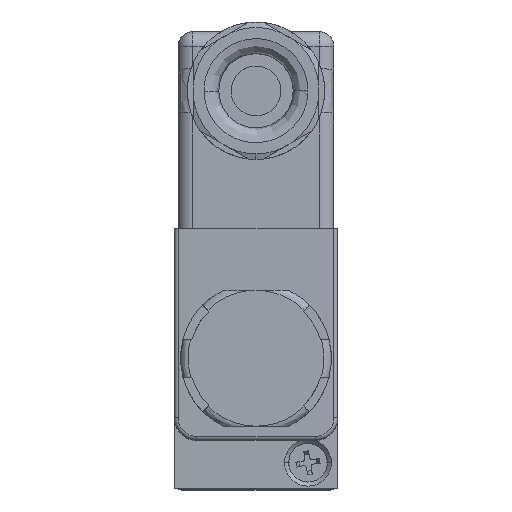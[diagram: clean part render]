
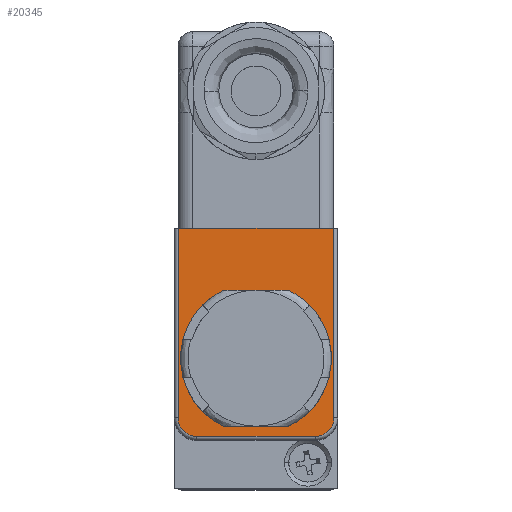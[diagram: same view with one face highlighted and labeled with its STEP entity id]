
A CAD part, top view. The second image highlights one B-rep face of the part: STEP entity #20345.
In plain terms, the highlighted planar face has unit normal (0, 0, 1).
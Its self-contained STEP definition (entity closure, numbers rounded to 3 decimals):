
#770 = CIRCLE ( 'NONE', #58268, 2.5 ) ;
#1005 = CARTESIAN_POINT ( 'NONE',  ( -15.86, -19.869, 79.25 ) ) ;
#1846 = CARTESIAN_POINT ( 'NONE',  ( -18.86, 5.631, 79.25 ) ) ;
#2298 = AXIS2_PLACEMENT_3D ( 'NONE', #36964, #6964, #42032 ) ;
#2742 = CARTESIAN_POINT ( 'NONE',  ( -18.36, 5.631, 79.25 ) ) ;
#2962 = ORIENTED_EDGE ( 'NONE', *, *, #5308, .T. ) ;
#3524 = ORIENTED_EDGE ( 'NONE', *, *, #48791, .F. ) ;
#5308 = EDGE_CURVE ( 'NONE', #19558, #16547, #17816, .T. ) ;
#5779 = ORIENTED_EDGE ( 'NONE', *, *, #8288, .T. ) ;
#6006 = DIRECTION ( 'NONE',  ( 0., 1., 0. ) ) ;
#6281 = EDGE_CURVE ( 'NONE', #39911, #16547, #32623, .T. ) ;
#6361 = CARTESIAN_POINT ( 'NONE',  ( -7.86, -3.869, 79.25 ) ) ;
#6964 = DIRECTION ( 'NONE',  ( 0., 0., 1. ) ) ;
#8288 = EDGE_CURVE ( 'NONE', #32506, #34316, #31082, .T. ) ;
#8749 = LINE ( 'NONE', #23964, #33814 ) ;
#14077 = ORIENTED_EDGE ( 'NONE', *, *, #22164, .T. ) ;
#14109 = FACE_BOUND ( 'NONE', #38512, .T. ) ;
#15484 = ORIENTED_EDGE ( 'NONE', *, *, #17697, .T. ) ;
#16547 = VERTEX_POINT ( 'NONE', #56196 ) ;
#16750 = DIRECTION ( 'NONE',  ( 0., 0., 1. ) ) ;
#17223 = ORIENTED_EDGE ( 'NONE', *, *, #36386, .T. ) ;
#17448 = VECTOR ( 'NONE', #63653, 1000. ) ;
#17697 = EDGE_CURVE ( 'NONE', #39911, #32506, #8749, .T. ) ;
#17816 = LINE ( 'NONE', #1846, #25701 ) ;
#19558 = VERTEX_POINT ( 'NONE', #28128 ) ;
#19909 = DIRECTION ( 'NONE',  ( 1., 0., 0. ) ) ;
#20345 = ADVANCED_FACE ( 'NONE', ( #40769, #14109 ), #55409, .T. ) ;
#20722 = CARTESIAN_POINT ( 'NONE',  ( -16.36, 5.631, 79.25 ) ) ;
#20784 = VECTOR ( 'NONE', #19909, 1000. ) ;
#22164 = EDGE_CURVE ( 'NONE', #29029, #57693, #770, .T. ) ;
#23964 = CARTESIAN_POINT ( 'NONE',  ( -18.86, 5.631, 79.25 ) ) ;
#25422 = DIRECTION ( 'NONE',  ( 0., 0., 1. ) ) ;
#25568 = ORIENTED_EDGE ( 'NONE', *, *, #47381, .T. ) ;
#25701 = VECTOR ( 'NONE', #27260, 1000. ) ;
#26332 = EDGE_CURVE ( 'NONE', #57693, #19558, #59079, .T. ) ;
#26589 = DIRECTION ( 'NONE',  ( 1., 0., 0. ) ) ;
#27047 = DIRECTION ( 'NONE',  ( 0., 0., 1. ) ) ;
#27260 = DIRECTION ( 'NONE',  ( -1., 0., 0. ) ) ;
#28128 = CARTESIAN_POINT ( 'NONE',  ( 2.64, 5.631, 79.25 ) ) ;
#29029 = VERTEX_POINT ( 'NONE', #46868 ) ;
#29338 = ORIENTED_EDGE ( 'NONE', *, *, #38426, .F. ) ;
#31082 = LINE ( 'NONE', #45953, #64036 ) ;
#32506 = VERTEX_POINT ( 'NONE', #2742 ) ;
#32623 = LINE ( 'NONE', #54987, #20784 ) ;
#32921 = CARTESIAN_POINT ( 'NONE',  ( -7.86, -19.869, 79.25 ) ) ;
#33814 = VECTOR ( 'NONE', #44162, 1000. ) ;
#33852 = AXIS2_PLACEMENT_3D ( 'NONE', #35260, #25422, #60523 ) ;
#34316 = VERTEX_POINT ( 'NONE', #36385 ) ;
#34383 = VERTEX_POINT ( 'NONE', #36597 ) ;
#35260 = CARTESIAN_POINT ( 'NONE',  ( 0.14, -19.869, 79.25 ) ) ;
#36012 = DIRECTION ( 'NONE',  ( 0., 0., 1. ) ) ;
#36385 = CARTESIAN_POINT ( 'NONE',  ( -18.36, -19.869, 79.25 ) ) ;
#36386 = EDGE_CURVE ( 'NONE', #34316, #34383, #51962, .T. ) ;
#36597 = CARTESIAN_POINT ( 'NONE',  ( -15.86, -22.369, 79.25 ) ) ;
#36964 = CARTESIAN_POINT ( 'NONE',  ( -7.86, -11.869, 79.25 ) ) ;
#38426 = EDGE_CURVE ( 'NONE', #52295, #63565, #53470, .T. ) ;
#38512 = EDGE_LOOP ( 'NONE', ( #3524, #29338 ) ) ;
#39911 = VERTEX_POINT ( 'NONE', #20722 ) ;
#40769 = FACE_OUTER_BOUND ( 'NONE', #43295, .T. ) ;
#42032 = DIRECTION ( 'NONE',  ( 0., 1., 0. ) ) ;
#42056 = ORIENTED_EDGE ( 'NONE', *, *, #26332, .T. ) ;
#42129 = ORIENTED_EDGE ( 'NONE', *, *, #6281, .F. ) ;
#42779 = VECTOR ( 'NONE', #26589, 1000. ) ;
#43295 = EDGE_LOOP ( 'NONE', ( #42129, #15484, #5779, #17223, #25568, #14077, #42056, #2962 ) ) ;
#43479 = CARTESIAN_POINT ( 'NONE',  ( 2.64, 32.131, 79.25 ) ) ;
#44162 = DIRECTION ( 'NONE',  ( -1., 0., 0. ) ) ;
#44917 = AXIS2_PLACEMENT_3D ( 'NONE', #57039, #27047, #62124 ) ;
#45738 = DIRECTION ( 'NONE',  ( 0., -1., 0. ) ) ;
#45953 = CARTESIAN_POINT ( 'NONE',  ( -18.36, -19.869, 79.25 ) ) ;
#46822 = CARTESIAN_POINT ( 'NONE',  ( 0.14, -19.869, 79.25 ) ) ;
#46868 = CARTESIAN_POINT ( 'NONE',  ( 0.14, -22.369, 79.25 ) ) ;
#47381 = EDGE_CURVE ( 'NONE', #34383, #29029, #57666, .T. ) ;
#48791 = EDGE_CURVE ( 'NONE', #63565, #52295, #52123, .T. ) ;
#51801 = AXIS2_PLACEMENT_3D ( 'NONE', #1005, #36012, #6006 ) ;
#51842 = DIRECTION ( 'NONE',  ( 0., 1., 0. ) ) ;
#51962 = CIRCLE ( 'NONE', #51801, 2.5 ) ;
#52123 = CIRCLE ( 'NONE', #44917, 8. ) ;
#52295 = VERTEX_POINT ( 'NONE', #32921 ) ;
#53470 = CIRCLE ( 'NONE', #2298, 8. ) ;
#54987 = CARTESIAN_POINT ( 'NONE',  ( 0.64, 5.631, 79.25 ) ) ;
#55409 = PLANE ( 'NONE',  #33852 ) ;
#56196 = CARTESIAN_POINT ( 'NONE',  ( 0.64, 5.631, 79.25 ) ) ;
#56356 = CARTESIAN_POINT ( 'NONE',  ( 0.14, -22.369, 79.25 ) ) ;
#57039 = CARTESIAN_POINT ( 'NONE',  ( -7.86, -11.869, 79.25 ) ) ;
#57666 = LINE ( 'NONE', #56356, #42779 ) ;
#57693 = VERTEX_POINT ( 'NONE', #61767 ) ;
#58268 = AXIS2_PLACEMENT_3D ( 'NONE', #46822, #16750, #51842 ) ;
#59079 = LINE ( 'NONE', #43479, #17448 ) ;
#60523 = DIRECTION ( 'NONE',  ( 0., 1., 0. ) ) ;
#61767 = CARTESIAN_POINT ( 'NONE',  ( 2.64, -19.869, 79.25 ) ) ;
#62124 = DIRECTION ( 'NONE',  ( 0., 1., 0. ) ) ;
#63565 = VERTEX_POINT ( 'NONE', #6361 ) ;
#63653 = DIRECTION ( 'NONE',  ( 0., 1., 0. ) ) ;
#64036 = VECTOR ( 'NONE', #45738, 1000. ) ;
